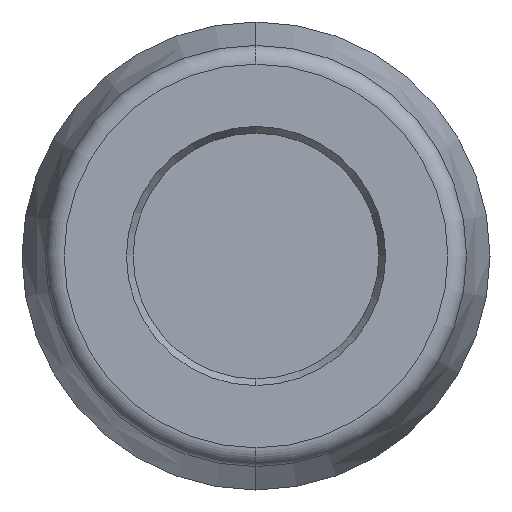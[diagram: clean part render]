
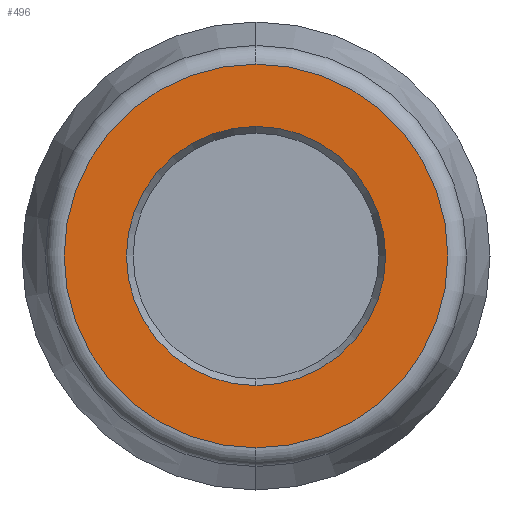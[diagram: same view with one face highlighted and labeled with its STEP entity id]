
A CAD part, left-side view. The second image highlights one B-rep face of the part: STEP entity #496.
In plain terms, the highlighted planar face has unit normal (-1, 0, 0).
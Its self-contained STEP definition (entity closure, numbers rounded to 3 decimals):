
#1 = PLANE ( 'NONE',  #403 ) ;
#15 = DIRECTION ( 'NONE',  ( 0., 0., 1. ) ) ;
#21 = DIRECTION ( 'NONE',  ( -1., 0., 0. ) ) ;
#40 = EDGE_CURVE ( 'NONE', #470, #169, #120, .T. ) ;
#60 = CIRCLE ( 'NONE', #457, 8.2 ) ;
#81 = CARTESIAN_POINT ( 'NONE',  ( 0., 8.2, 0. ) ) ;
#83 = ORIENTED_EDGE ( 'NONE', *, *, #397, .T. ) ;
#84 = AXIS2_PLACEMENT_3D ( 'NONE', #259, #21, #15 ) ;
#95 = VERTEX_POINT ( 'NONE', #227 ) ;
#118 = CARTESIAN_POINT ( 'NONE',  ( 0., 0., 8.2 ) ) ;
#120 = CIRCLE ( 'NONE', #84, 8.2 ) ;
#147 = DIRECTION ( 'NONE',  ( 0., 0., -1. ) ) ;
#155 = CARTESIAN_POINT ( 'NONE',  ( 0., 0., 0. ) ) ;
#157 = DIRECTION ( 'NONE',  ( -1., 0., 0. ) ) ;
#169 = VERTEX_POINT ( 'NONE', #456 ) ;
#191 = ORIENTED_EDGE ( 'NONE', *, *, #393, .F. ) ;
#201 = EDGE_LOOP ( 'NONE', ( #379, #191 ) ) ;
#221 = CARTESIAN_POINT ( 'NONE',  ( 0., 0., 5.539 ) ) ;
#227 = CARTESIAN_POINT ( 'NONE',  ( 0., 0., -5.539 ) ) ;
#232 = CARTESIAN_POINT ( 'NONE',  ( 0., 0., 0. ) ) ;
#256 = EDGE_CURVE ( 'NONE', #366, #95, #442, .T. ) ;
#259 = CARTESIAN_POINT ( 'NONE',  ( 0., 0., 0. ) ) ;
#267 = CARTESIAN_POINT ( 'NONE',  ( 0., 0., 0. ) ) ;
#272 = EDGE_LOOP ( 'NONE', ( #278, #83 ) ) ;
#278 = ORIENTED_EDGE ( 'NONE', *, *, #40, .T. ) ;
#308 = FACE_BOUND ( 'NONE', #201, .T. ) ;
#309 = DIRECTION ( 'NONE',  ( 0., 0., 1. ) ) ;
#366 = VERTEX_POINT ( 'NONE', #221 ) ;
#372 = FACE_OUTER_BOUND ( 'NONE', #272, .T. ) ;
#379 = ORIENTED_EDGE ( 'NONE', *, *, #256, .F. ) ;
#380 = CIRCLE ( 'NONE', #423, 5.539 ) ;
#384 = DIRECTION ( 'NONE',  ( 1., 0., 0. ) ) ;
#393 = EDGE_CURVE ( 'NONE', #95, #366, #380, .T. ) ;
#397 = EDGE_CURVE ( 'NONE', #169, #470, #60, .T. ) ;
#403 = AXIS2_PLACEMENT_3D ( 'NONE', #81, #384, #147 ) ;
#423 = AXIS2_PLACEMENT_3D ( 'NONE', #267, #469, #309 ) ;
#435 = DIRECTION ( 'NONE',  ( -1., 0., 0. ) ) ;
#442 = CIRCLE ( 'NONE', #477, 5.539 ) ;
#456 = CARTESIAN_POINT ( 'NONE',  ( 0., 0., -8.2 ) ) ;
#457 = AXIS2_PLACEMENT_3D ( 'NONE', #232, #157, #473 ) ;
#469 = DIRECTION ( 'NONE',  ( -1., 0., 0. ) ) ;
#470 = VERTEX_POINT ( 'NONE', #118 ) ;
#471 = DIRECTION ( 'NONE',  ( 0., 0., 1. ) ) ;
#473 = DIRECTION ( 'NONE',  ( 0., 0., 1. ) ) ;
#477 = AXIS2_PLACEMENT_3D ( 'NONE', #155, #435, #471 ) ;
#496 = ADVANCED_FACE ( 'NONE', ( #308, #372 ), #1, .F. ) ;
